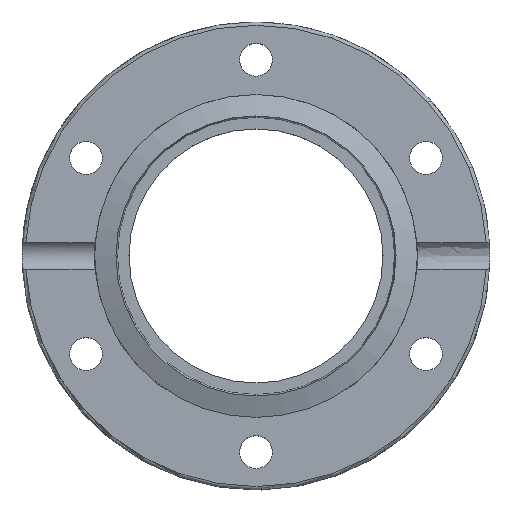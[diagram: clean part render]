
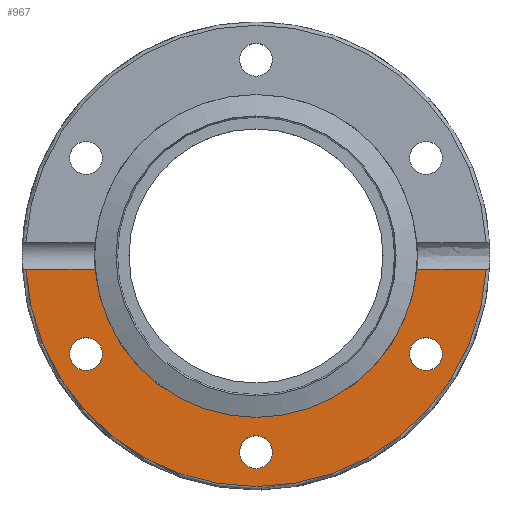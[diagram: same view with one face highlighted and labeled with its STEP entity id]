
A CAD part, top view. The second image highlights one B-rep face of the part: STEP entity #967.
In plain terms, the highlighted planar face has unit normal (0, 0, 1).
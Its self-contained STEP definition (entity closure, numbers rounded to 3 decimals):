
#311=CARTESIAN_POINT('',(24.189,-16.804,13.0));
#312=VERTEX_POINT('',#311);
#313=CARTESIAN_POINT('',(25.418,-14.675,13.));
#314=DIRECTION('',(0.0,0.0,-1.));
#315=DIRECTION('',(-0.5,-0.866,0.0));
#316=AXIS2_PLACEMENT_3D('',#313,#314,#315);
#317=CIRCLE('',#316,2.459);
#318=EDGE_CURVE('',#312,#312,#317,.T.);
#352=CARTESIAN_POINT('',(-2.458,-29.35,13.0));
#353=VERTEX_POINT('',#352);
#354=CARTESIAN_POINT('',(0.,-29.35,13.));
#355=DIRECTION('',(0.0,0.0,-1.0));
#356=DIRECTION('',(-1.0,0.0,0.0));
#357=AXIS2_PLACEMENT_3D('',#354,#355,#356);
#358=CIRCLE('',#357,2.459);
#359=EDGE_CURVE('',#353,#353,#358,.T.);
#393=CARTESIAN_POINT('',(-26.647,-12.546,13.0));
#394=VERTEX_POINT('',#393);
#395=CARTESIAN_POINT('',(-25.418,-14.675,13.));
#396=DIRECTION('',(0.0,0.0,-1.));
#397=DIRECTION('',(-0.5,0.866,0.0));
#398=AXIS2_PLACEMENT_3D('',#395,#396,#397);
#399=CIRCLE('',#398,2.459);
#400=EDGE_CURVE('',#394,#394,#399,.T.);
#553=CARTESIAN_POINT('',(34.442,-2.,13.0));
#554=VERTEX_POINT('',#553);
#555=CARTESIAN_POINT('',(24.067,-2.,13.0));
#556=VERTEX_POINT('',#555);
#557=CARTESIAN_POINT('',(34.442,-2.,13.0));
#558=DIRECTION('',(-1.0,0.0,0.0));
#559=VECTOR('',#558,10.375);
#560=LINE('',#557,#559);
#561=EDGE_CURVE('',#554,#556,#560,.T.);
#678=CARTESIAN_POINT('',(-24.067,-2.,13.0));
#679=VERTEX_POINT('',#678);
#705=CARTESIAN_POINT('',(0.0,0.,13.0));
#706=DIRECTION('',(0.0,0.0,-1.0));
#707=DIRECTION('',(0.0,-1.0,0.0));
#708=AXIS2_PLACEMENT_3D('',#705,#706,#707);
#709=CIRCLE('',#708,24.15);
#710=EDGE_CURVE('',#556,#679,#709,.T.);
#811=CARTESIAN_POINT('',(-34.442,-2.,13.0));
#812=VERTEX_POINT('',#811);
#826=CARTESIAN_POINT('',(-24.067,-2.,13.0));
#827=DIRECTION('',(-1.0,0.0,0.0));
#828=VECTOR('',#827,10.375);
#829=LINE('',#826,#828);
#830=EDGE_CURVE('',#679,#812,#829,.T.);
#935=CARTESIAN_POINT('',(0.0,0.0,13.0));
#936=DIRECTION('',(0.0,0.0,-1.0));
#937=DIRECTION('',(-1.0,0.0,0.0));
#938=AXIS2_PLACEMENT_3D('',#935,#936,#937);
#939=CIRCLE('',#938,34.5);
#940=EDGE_CURVE('',#554,#812,#939,.T.);
#947=CARTESIAN_POINT('',(0.0,0.0,13.0));
#948=DIRECTION('',(0.0,0.0,-1.0));
#949=DIRECTION('',(-1.0,0.0,0.0));
#950=AXIS2_PLACEMENT_3D('',#947,#948,#949);
#951=PLANE('',#950);
#952=ORIENTED_EDGE('',*,*,#561,.T.);
#953=ORIENTED_EDGE('',*,*,#710,.T.);
#954=ORIENTED_EDGE('',*,*,#830,.T.);
#955=ORIENTED_EDGE('',*,*,#940,.F.);
#956=EDGE_LOOP('',(#952,#953,#954,#955));
#957=FACE_OUTER_BOUND('',#956,.T.);
#958=ORIENTED_EDGE('',*,*,#318,.T.);
#959=EDGE_LOOP('',(#958));
#960=FACE_BOUND('',#959,.T.);
#961=ORIENTED_EDGE('',*,*,#359,.T.);
#962=EDGE_LOOP('',(#961));
#963=FACE_BOUND('',#962,.T.);
#964=ORIENTED_EDGE('',*,*,#400,.T.);
#965=EDGE_LOOP('',(#964));
#966=FACE_BOUND('',#965,.T.);
#967=ADVANCED_FACE('',(#957,#960,#963,#966),#951,.F.);
